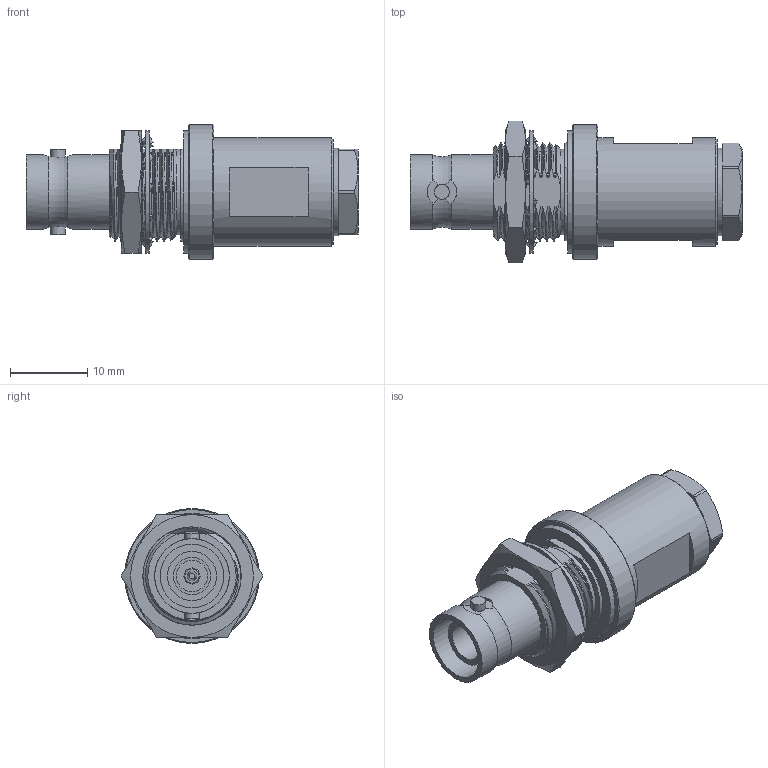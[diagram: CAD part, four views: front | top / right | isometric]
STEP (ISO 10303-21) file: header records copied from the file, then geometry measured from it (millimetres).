
FILE_DESCRIPTION (( 'STEP AP203' ), '1' );
FILE_NAME ('PE45556_3D.step', '2021-07-08T14:51:58', ( '' ), ( '' ), 'SwSTEP 2.0', 'SolidWorks 2020', '' );
FILE_SCHEMA (( 'CONFIG_CONTROL_DESIGN' ));
Length unit declared in the file: inch
Products named in the file (1): PE45556_3D
Bounding box: 42.93 x 18.33 x 17.45 mm (x, y, z)
Volume: 5139.9 mm3; surface area: 4078.5 mm2
Topology: 4 solids, 4 shells, 225 faces, 610 edges, 407 vertices
Faces by surface type: bspline 75, plane 70, cylinder 50, cone 27, torus 3
Full cylindrical faces by diameter (mm): 1.27 x1, 1.918 x2, 2.081 x1, 2.794 x1, 4.07 x1, 4.826 x1, 6.35 x1, 8.255 x1, 9.652 x2, 11.074 x1, 11.305 x1, 12.7 x1, 12.929 x1, 13.97 x1, 15.799 x1, 15.875 x1, 16.215 x1, 17.45 x1
Entity records: 22239 total; most frequent: CARTESIAN_POINT 17471, ORIENTED_EDGE 1142, DIRECTION 698, EDGE_CURVE 571, VERTEX_POINT 394, AXIS2_PLACEMENT_3D 296, EDGE_LOOP 271, B_SPLINE_CURVE_WITH_KNOTS 264
